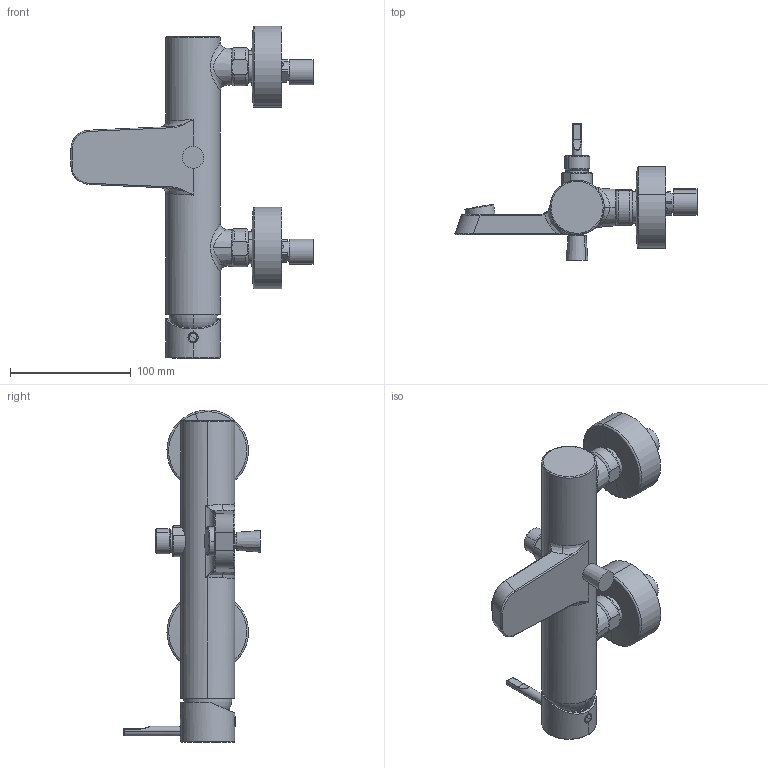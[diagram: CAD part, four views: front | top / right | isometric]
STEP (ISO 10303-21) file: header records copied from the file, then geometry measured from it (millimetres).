
FILE_DESCRIPTION (( 'STEP AP203' ), '1' );
FILE_NAME ('39CP07417.STEP', '2023-10-25T08:57:13', ( '' ), ( '' ), 'SwSTEP 2.0', 'SolidWorks 2021', '' );
FILE_SCHEMA (( 'CONFIG_CONTROL_DESIGN' ));
Length unit declared in the file: millimetre
Products named in the file (1): 39CP07417
Bounding box: 200.37 x 113.08 x 274.88 mm (x, y, z)
Volume: 253824.4 mm3; surface area: 194398.3 mm2
Topology: 15 solids, 16 shells, 1022 faces, 2557 edges, 1591 vertices
Faces by surface type: cylinder 361, plane 315, cone 136, bspline 109, torus 78, sphere 23
Entity records: 47223 total; most frequent: CARTESIAN_POINT 23979, ORIENTED_EDGE 5064, DIRECTION 4570, EDGE_CURVE 2532, AXIS2_PLACEMENT_3D 1788, VERTEX_POINT 1589, EDGE_LOOP 1113, ADVANCED_FACE 1022
